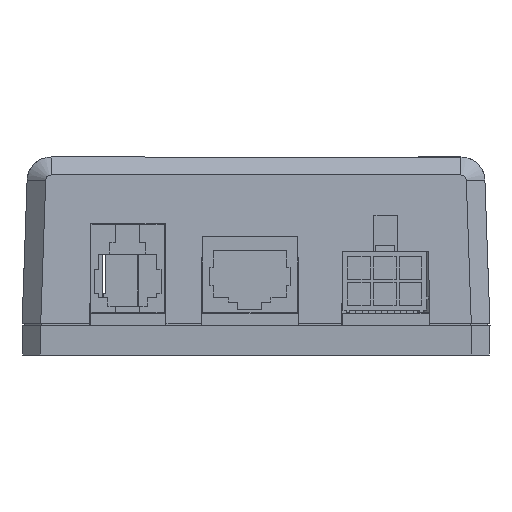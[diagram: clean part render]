
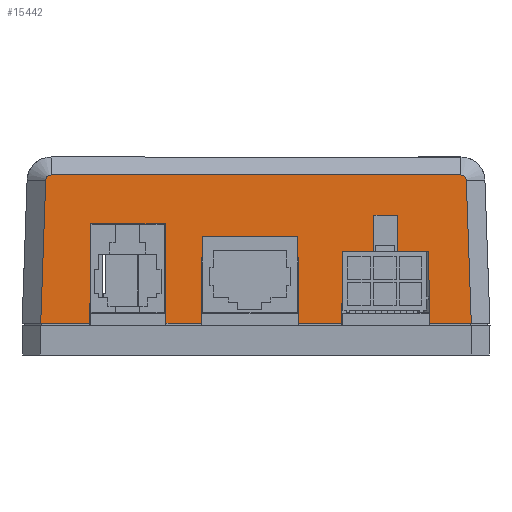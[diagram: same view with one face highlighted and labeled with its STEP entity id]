
A CAD part, left-side view. The second image highlights one B-rep face of the part: STEP entity #15442.
In plain terms, the highlighted face is planar.
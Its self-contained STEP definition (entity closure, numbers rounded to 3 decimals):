
#6694=DIRECTION('',(0.,-1.,0.));
#6695=VECTOR('',#6694,68.312);
#6696=CARTESIAN_POINT('',(-67.123,34.156,2.998));
#6697=LINE('',#6696,#6695);
#7132=DIRECTION('',(0.,1.,0.));
#7133=VECTOR('',#7132,8.185);
#7134=CARTESIAN_POINT('',(-67.986,-35.881,27.7));
#7135=LINE('',#7134,#7133);
#7760=DIRECTION('',(0.,1.,0.));
#7761=VECTOR('',#7760,6.985);
#7762=CARTESIAN_POINT('',(-67.986,28.897,27.7));
#7763=LINE('',#7762,#7761);
#7812=DIRECTION('',(-0.035,0.035,0.999));
#7813=VECTOR('',#7812,23.869);
#7814=CARTESIAN_POINT('',(-67.154,35.049,3.86));
#7815=LINE('',#7814,#7813);
#7816=DIRECTION('',(0.035,-0.009,-0.999));
#7817=VECTOR('',#7816,12.008);
#7818=CARTESIAN_POINT('',(-67.986,28.897,27.7));
#7819=LINE('',#7818,#7817);
#7820=DIRECTION('',(-0.035,-0.009,0.999));
#7821=VECTOR('',#7820,12.008);
#7822=CARTESIAN_POINT('',(-67.567,14.408,15.7));
#7823=LINE('',#7822,#7821);
#7824=DIRECTION('',(0.035,-0.009,-0.999));
#7825=VECTOR('',#7824,14.509);
#7826=CARTESIAN_POINT('',(-67.986,7.097,27.7));
#7827=LINE('',#7826,#7825);
#7828=DIRECTION('',(-0.035,-0.009,0.999));
#7829=VECTOR('',#7828,14.509);
#7830=CARTESIAN_POINT('',(-67.48,-8.97,13.2));
#7831=LINE('',#7830,#7829);
#7832=DIRECTION('',(0.035,-0.009,-0.999));
#7833=VECTOR('',#7832,16.611);
#7834=CARTESIAN_POINT('',(-67.986,-15.003,27.7));
#7835=LINE('',#7834,#7833);
#7836=DIRECTION('',(-0.035,-0.009,0.999));
#7837=VECTOR('',#7836,16.611);
#7838=CARTESIAN_POINT('',(-67.406,-27.552,11.1));
#7839=LINE('',#7838,#7837);
#7840=DIRECTION('',(0.035,0.035,-0.999));
#7841=VECTOR('',#7840,23.869);
#7842=CARTESIAN_POINT('',(-67.986,-35.881,27.7));
#7843=LINE('',#7842,#7841);
#7844=CARTESIAN_POINT('',(-67.154,-35.049,
3.86));
#7845=CARTESIAN_POINT('',(-67.151,-35.046,
3.784));
#7846=CARTESIAN_POINT('',(-67.146,-35.021,
3.632));
#7847=CARTESIAN_POINT('',(-67.138,-34.927,
3.422));
#7848=CARTESIAN_POINT('',(-67.132,-34.783,
3.242));
#7849=CARTESIAN_POINT('',(-67.127,-34.598,
3.104));
#7850=CARTESIAN_POINT('',(-67.124,-34.384,
3.018));
#7851=CARTESIAN_POINT('',(-67.123,-34.232,
2.998));
#7852=CARTESIAN_POINT('',(-67.123,-34.156,
2.998));
#7854=CARTESIAN_POINT('',(-67.123,34.156,2.998));
#7855=CARTESIAN_POINT('',(-67.123,34.232,2.998));
#7856=CARTESIAN_POINT('',(-67.124,34.385,3.018));
#7857=CARTESIAN_POINT('',(-67.127,34.599,3.104));
#7858=CARTESIAN_POINT('',(-67.132,34.784,3.242));
#7859=CARTESIAN_POINT('',(-67.138,34.928,3.422));
#7860=CARTESIAN_POINT('',(-67.146,35.021,3.633));
#7861=CARTESIAN_POINT('',(-67.151,35.046,3.784));
#7862=CARTESIAN_POINT('',(-67.154,35.049,3.86));
#10041=DIRECTION('',(0.,1.,0.));
#10042=VECTOR('',#10041,5.142);
#10043=CARTESIAN_POINT('',(-67.567,23.65,15.7));
#10044=LINE('',#10043,#10042);
#10045=DIRECTION('',(-0.035,0.,0.999));
#10046=VECTOR('',#10045,6.004);
#10047=CARTESIAN_POINT('',(-67.357,23.65,9.7));
#10048=LINE('',#10047,#10046);
#10061=DIRECTION('',(0.,1.,0.));
#10062=VECTOR('',#10061,4.);
#10063=CARTESIAN_POINT('',(-67.357,19.65,9.7));
#10064=LINE('',#10063,#10062);
#10069=DIRECTION('',(0.035,0.,-0.999));
#10070=VECTOR('',#10069,6.004);
#10071=CARTESIAN_POINT('',(-67.567,19.65,15.7));
#10072=LINE('',#10071,#10070);
#10085=DIRECTION('',(0.,1.,0.));
#10086=VECTOR('',#10085,5.242);
#10087=CARTESIAN_POINT('',(-67.567,14.408,15.7));
#10088=LINE('',#10087,#10086);
#10145=DIRECTION('',(0.,1.,0.));
#10146=VECTOR('',#10145,7.207);
#10147=CARTESIAN_POINT('',(-67.986,7.097,27.7));
#10148=LINE('',#10147,#10146);
#10157=DIRECTION('',(0.,1.,0.));
#10158=VECTOR('',#10157,15.94);
#10159=CARTESIAN_POINT('',(-67.48,-8.97,13.2));
#10160=LINE('',#10159,#10158);
#10221=DIRECTION('',(0.,1.,0.));
#10222=VECTOR('',#10221,5.907);
#10223=CARTESIAN_POINT('',(-67.986,-15.003,27.7));
#10224=LINE('',#10223,#10222);
#10233=DIRECTION('',(0.,1.,0.));
#10234=VECTOR('',#10233,12.403);
#10235=CARTESIAN_POINT('',(-67.406,-27.552,11.1));
#10236=LINE('',#10235,#10234);
#12033=CARTESIAN_POINT('',(-67.123,34.156,
2.998));
#12034=VERTEX_POINT('',#12033);
#12035=CARTESIAN_POINT('',(-67.123,-34.156,
2.998));
#12036=VERTEX_POINT('',#12035);
#12038=CARTESIAN_POINT('',(-67.154,35.049,
3.86));
#12039=VERTEX_POINT('',#12038);
#12205=CARTESIAN_POINT('',(-67.986,-35.881,27.7));
#12206=VERTEX_POINT('',#12205);
#12207=CARTESIAN_POINT('',(-67.986,-27.697,27.7));
#12208=VERTEX_POINT('',#12207);
#12219=CARTESIAN_POINT('',(-67.406,-27.552,11.1));
#12220=VERTEX_POINT('',#12219);
#12485=CARTESIAN_POINT('',(-67.567,28.792,15.7));
#12486=VERTEX_POINT('',#12485);
#12487=CARTESIAN_POINT('',(-67.986,28.897,27.7));
#12488=VERTEX_POINT('',#12487);
#12519=CARTESIAN_POINT('',(-67.986,35.881,27.7));
#12520=VERTEX_POINT('',#12519);
#12525=CARTESIAN_POINT('',(-67.567,23.65,15.7));
#12526=VERTEX_POINT('',#12525);
#12527=CARTESIAN_POINT('',(-67.357,23.65,9.7));
#12528=VERTEX_POINT('',#12527);
#12529=CARTESIAN_POINT('',(-67.357,19.65,9.7));
#12530=VERTEX_POINT('',#12529);
#12531=CARTESIAN_POINT('',(-67.567,19.65,15.7));
#12532=VERTEX_POINT('',#12531);
#12533=CARTESIAN_POINT('',(-67.567,14.408,15.7));
#12534=VERTEX_POINT('',#12533);
#12535=CARTESIAN_POINT('',(-67.986,14.303,27.7));
#12536=VERTEX_POINT('',#12535);
#12537=CARTESIAN_POINT('',(-67.986,7.097,27.7));
#12538=VERTEX_POINT('',#12537);
#12539=CARTESIAN_POINT('',(-67.48,6.97,13.2));
#12540=VERTEX_POINT('',#12539);
#12541=CARTESIAN_POINT('',(-67.48,-8.97,13.2));
#12542=VERTEX_POINT('',#12541);
#12543=CARTESIAN_POINT('',(-67.986,-9.097,27.7));
#12544=VERTEX_POINT('',#12543);
#12545=CARTESIAN_POINT('',(-67.986,-15.003,27.7));
#12546=VERTEX_POINT('',#12545);
#12547=CARTESIAN_POINT('',(-67.406,-15.148,11.1));
#12548=VERTEX_POINT('',#12547);
#12549=CARTESIAN_POINT('',(-67.154,-35.049,
3.86));
#12550=VERTEX_POINT('',#12549);
#15397=CARTESIAN_POINT('',(-68.,42.228,28.1));
#15398=DIRECTION('',(-0.999,0.,-0.035));
#15399=DIRECTION('',(0.,-1.,0.));
#15400=AXIS2_PLACEMENT_3D('',#15397,#15398,#15399);
#15401=PLANE('',#15400);
#15403=ORIENTED_EDGE('',*,*,#15402,.T.);
#15404=ORIENTED_EDGE('',*,*,#15343,.F.);
#15405=ORIENTED_EDGE('',*,*,#15233,.T.);
#15407=ORIENTED_EDGE('',*,*,#15406,.F.);
#15409=ORIENTED_EDGE('',*,*,#15408,.F.);
#15411=ORIENTED_EDGE('',*,*,#15410,.F.);
#15413=ORIENTED_EDGE('',*,*,#15412,.F.);
#15415=ORIENTED_EDGE('',*,*,#15414,.F.);
#15417=ORIENTED_EDGE('',*,*,#15416,.T.);
#15419=ORIENTED_EDGE('',*,*,#15418,.F.);
#15421=ORIENTED_EDGE('',*,*,#15420,.T.);
#15423=ORIENTED_EDGE('',*,*,#15422,.F.);
#15425=ORIENTED_EDGE('',*,*,#15424,.T.);
#15427=ORIENTED_EDGE('',*,*,#15426,.F.);
#15429=ORIENTED_EDGE('',*,*,#15428,.T.);
#15431=ORIENTED_EDGE('',*,*,#15430,.F.);
#15432=ORIENTED_EDGE('',*,*,#14548,.T.);
#15433=ORIENTED_EDGE('',*,*,#14484,.F.);
#15435=ORIENTED_EDGE('',*,*,#15434,.T.);
#15437=ORIENTED_EDGE('',*,*,#15436,.T.);
#15438=ORIENTED_EDGE('',*,*,#13861,.F.);
#15439=ORIENTED_EDGE('',*,*,#13909,.T.);
#15440=EDGE_LOOP('',(#15403,#15404,#15405,#15407,#15409,#15411,#15413,#15415,
#15417,#15419,#15421,#15423,#15425,#15427,#15429,#15431,#15432,#15433,#15435,
#15437,#15438,#15439));
#15441=FACE_OUTER_BOUND('',#15440,.F.);
#15442=ADVANCED_FACE('',(#15441),#15401,.T.);
#7853=B_SPLINE_CURVE_WITH_KNOTS('',3,(#7844,#7845,#7846,#7847,#7848,#7849,#7850,
#7851,#7852),.UNSPECIFIED.,.F.,.F.,(4,1,1,1,1,1,4),(0.,0.167,
0.333,0.5,0.667,0.833,1.),
.UNSPECIFIED.);
#7863=B_SPLINE_CURVE_WITH_KNOTS('',3,(#7854,#7855,#7856,#7857,#7858,#7859,#7860,
#7861,#7862),.UNSPECIFIED.,.F.,.F.,(4,1,1,1,1,1,4),(0.,0.167,
0.333,0.5,0.667,0.833,1.),
.UNSPECIFIED.);
#13861=EDGE_CURVE('',#12034,#12036,#6697,.T.);
#13909=EDGE_CURVE('',#12034,#12039,#7863,.T.);
#14484=EDGE_CURVE('',#12206,#12208,#7135,.T.);
#14548=EDGE_CURVE('',#12220,#12208,#7839,.T.);
#15233=EDGE_CURVE('',#12488,#12486,#7819,.T.);
#15343=EDGE_CURVE('',#12488,#12520,#7763,.T.);
#15402=EDGE_CURVE('',#12039,#12520,#7815,.T.);
#15406=EDGE_CURVE('',#12526,#12486,#10044,.T.);
#15408=EDGE_CURVE('',#12528,#12526,#10048,.T.);
#15410=EDGE_CURVE('',#12530,#12528,#10064,.T.);
#15412=EDGE_CURVE('',#12532,#12530,#10072,.T.);
#15414=EDGE_CURVE('',#12534,#12532,#10088,.T.);
#15416=EDGE_CURVE('',#12534,#12536,#7823,.T.);
#15418=EDGE_CURVE('',#12538,#12536,#10148,.T.);
#15420=EDGE_CURVE('',#12538,#12540,#7827,.T.);
#15422=EDGE_CURVE('',#12542,#12540,#10160,.T.);
#15424=EDGE_CURVE('',#12542,#12544,#7831,.T.);
#15426=EDGE_CURVE('',#12546,#12544,#10224,.T.);
#15428=EDGE_CURVE('',#12546,#12548,#7835,.T.);
#15430=EDGE_CURVE('',#12220,#12548,#10236,.T.);
#15434=EDGE_CURVE('',#12206,#12550,#7843,.T.);
#15436=EDGE_CURVE('',#12550,#12036,#7853,.T.);
